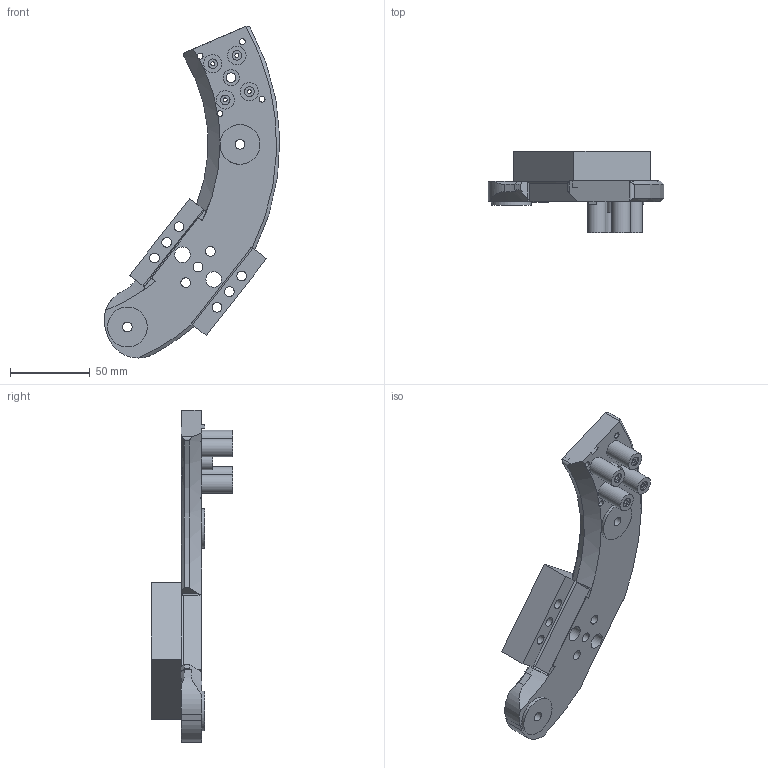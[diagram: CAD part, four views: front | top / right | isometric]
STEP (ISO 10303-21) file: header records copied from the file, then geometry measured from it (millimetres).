
FILE_DESCRIPTION(/* description */ ('STEP AP203'),/* implementation_level */ '2;1');
FILE_NAME(/* name */ 'Ring left.stp',/* time_stamp */ '2020-09-06T19:01:24+01:00',/* author */ ('ferrerx'),/* organization */ (''),/* preprocessor_version */ 'ST-DEVELOPER v18',/* originating_system */ 'Autodesk Inventor 2020',/* authorisation */ '');
FILE_SCHEMA (('AUTOMOTIVE_DESIGN { 1 0 10303 214 3 1 1 }'));
Length unit declared in the file: millimetre
Products named in the file (1): Ring left
Bounding box: 110.15 x 51.13 x 208.31 mm (x, y, z)
Volume: 175567.8 mm3; surface area: 44573.7 mm2
Topology: 1 solids, 1 shells, 116 faces, 366 edges, 266 vertices
Faces by surface type: cylinder 55, plane 52, cone 9
Full cylindrical faces by diameter (mm): 2.5 x4, 3.7 x4, 6 x5, 6.1 x15, 9.8 x2, 10.1 x2, 10.5 x1, 11.5 x4, 25 x2
Entity records: 4483 total; most frequent: CARTESIAN_POINT 890, DIRECTION 788, ORIENTED_EDGE 732, EDGE_CURVE 366, AXIS2_PLACEMENT_3D 329, VERTEX_POINT 266, CIRCLE 206, EDGE_LOOP 174
